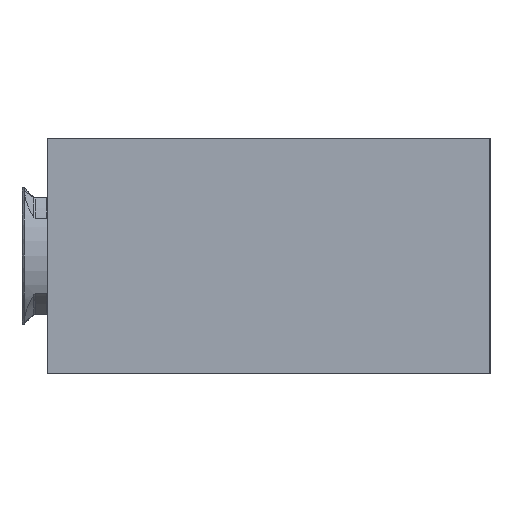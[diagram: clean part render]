
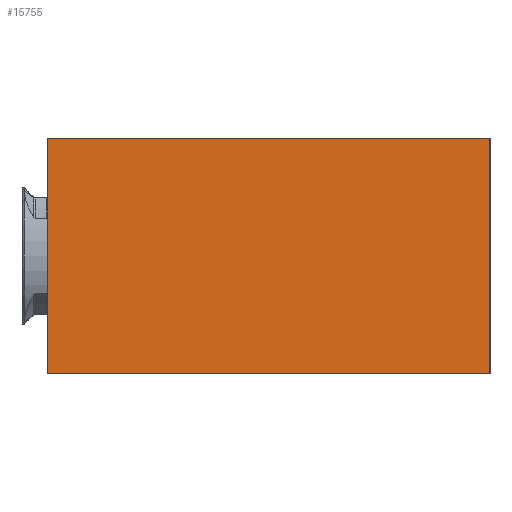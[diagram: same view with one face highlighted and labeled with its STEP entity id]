
A CAD part, left-side view. The second image highlights one B-rep face of the part: STEP entity #15755.
In plain terms, the highlighted planar face has unit normal (-1, 0, 0).
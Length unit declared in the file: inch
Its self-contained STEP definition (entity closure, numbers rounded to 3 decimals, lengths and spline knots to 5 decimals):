
#434 = EDGE_CURVE ( 'NONE', #10550, #10168, #5999, .T. ) ;
#602 = CARTESIAN_POINT ( 'NONE',  ( -4., 0., -0.5 ) ) ;
#846 = ORIENTED_EDGE ( 'NONE', *, *, #12855, .T. ) ;
#1227 = CARTESIAN_POINT ( 'NONE',  ( -4., 1.875, 0.5 ) ) ;
#2063 = ORIENTED_EDGE ( 'NONE', *, *, #9043, .F. ) ;
#2093 = CARTESIAN_POINT ( 'NONE',  ( -4., 1.875, -0.5 ) ) ;
#2098 = LINE ( 'NONE', #6089, #4695 ) ;
#2513 = DIRECTION ( 'NONE',  ( 0., -1., 0. ) ) ;
#2635 = DIRECTION ( 'NONE',  ( 0., 0., -1. ) ) ;
#2884 = VECTOR ( 'NONE', #2513, 39.37008 ) ;
#4300 = DIRECTION ( 'NONE',  ( 0., 1., 0. ) ) ;
#4490 = DIRECTION ( 'NONE',  ( 0., -1., 0. ) ) ;
#4695 = VECTOR ( 'NONE', #2635, 39.37008 ) ;
#5480 = DIRECTION ( 'NONE',  ( 1., 0., 0. ) ) ;
#5999 = LINE ( 'NONE', #2093, #12461 ) ;
#6089 = CARTESIAN_POINT ( 'NONE',  ( -4., 0., 0.5 ) ) ;
#6294 = LINE ( 'NONE', #1227, #2884 ) ;
#6371 = LINE ( 'NONE', #16673, #16321 ) ;
#6429 = DIRECTION ( 'NONE',  ( 0., 0., -1. ) ) ;
#7249 = FACE_OUTER_BOUND ( 'NONE', #10819, .T. ) ;
#8247 = EDGE_CURVE ( 'NONE', #8655, #10680, #6294, .T. ) ;
#8655 = VERTEX_POINT ( 'NONE', #15373 ) ;
#9043 = EDGE_CURVE ( 'NONE', #10680, #10168, #2098, .T. ) ;
#9376 = CARTESIAN_POINT ( 'NONE',  ( -4., 1.875, 0.5 ) ) ;
#10168 = VERTEX_POINT ( 'NONE', #602 ) ;
#10550 = VERTEX_POINT ( 'NONE', #12324 ) ;
#10680 = VERTEX_POINT ( 'NONE', #12702 ) ;
#10819 = EDGE_LOOP ( 'NONE', ( #15322, #2063, #15405, #846 ) ) ;
#12037 = PLANE ( 'NONE',  #15392 ) ;
#12324 = CARTESIAN_POINT ( 'NONE',  ( -4., 1.875, -0.5 ) ) ;
#12461 = VECTOR ( 'NONE', #4490, 39.37008 ) ;
#12702 = CARTESIAN_POINT ( 'NONE',  ( -4., 0., 0.5 ) ) ;
#12855 = EDGE_CURVE ( 'NONE', #8655, #10550, #6371, .T. ) ;
#15322 = ORIENTED_EDGE ( 'NONE', *, *, #434, .T. ) ;
#15373 = CARTESIAN_POINT ( 'NONE',  ( -4., 1.875, 0.5 ) ) ;
#15392 = AXIS2_PLACEMENT_3D ( 'NONE', #9376, #5480, #4300 ) ;
#15405 = ORIENTED_EDGE ( 'NONE', *, *, #8247, .F. ) ;
#15755 = ADVANCED_FACE ( 'NONE', ( #7249 ), #12037, .F. ) ;
#16321 = VECTOR ( 'NONE', #6429, 39.37008 ) ;
#16673 = CARTESIAN_POINT ( 'NONE',  ( -4., 1.875, 0.5 ) ) ;
